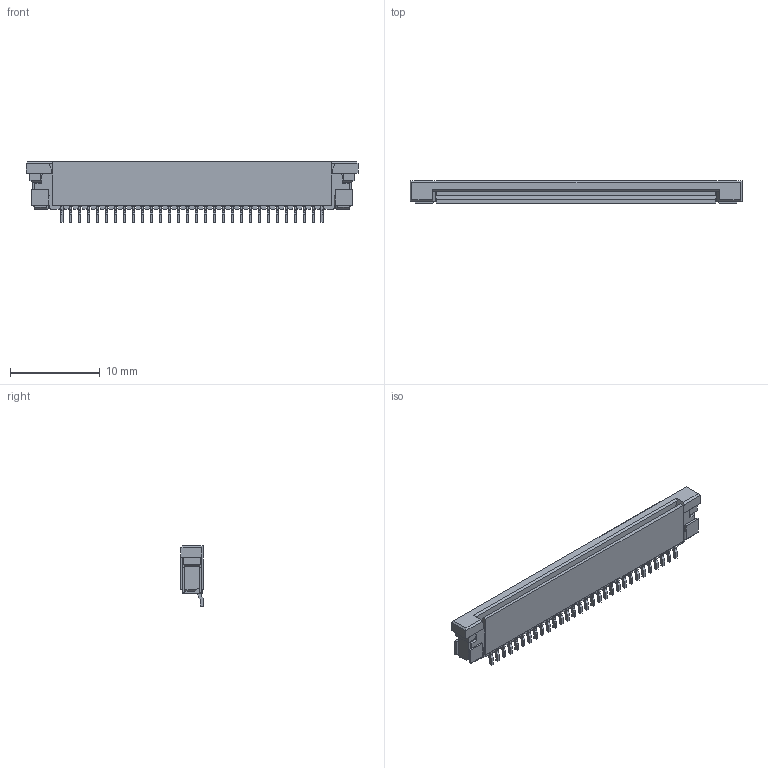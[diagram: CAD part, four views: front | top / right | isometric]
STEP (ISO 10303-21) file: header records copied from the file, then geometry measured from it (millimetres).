
FILE_DESCRIPTION (( 'STEP AP214' ), '1' );
FILE_NAME ('FFC3B07-30-T.STEP', '2024-02-04T17:22:57', ( '' ), ( '' ), 'SwSTEP 2.0', 'SolidWorks 2021', '' );
FILE_SCHEMA (( 'AUTOMOTIVE_DESIGN' ));
Length unit declared in the file: millimetre
Products named in the file (3): FFC3B07-30-T; FFC3B07-xxxx_30; pin^FFC3B07-xxxx ass
Assembly tree (31 placements, depth 2):
  FFC3B07-30-T
    FFC3B07-xxxx_30
    pin^FFC3B07-xxxx ass  x30
Bounding box: 37 x 2.5 x 6.75 mm (x, y, z)
Volume: 387.6 mm3; surface area: 1286.5 mm2
Topology: 34 solids, 34 shells, 818 faces, 2115 edges, 1392 vertices
Faces by surface type: plane 686, cylinder 128, cone 4
Entity records: 9765 total; most frequent: CARTESIAN_POINT 1687, ORIENTED_EDGE 1612, DIRECTION 1548, EDGE_CURVE 806, VECTOR 782, LINE 782, VERTEX_POINT 522, AXIS2_PLACEMENT_3D 383
